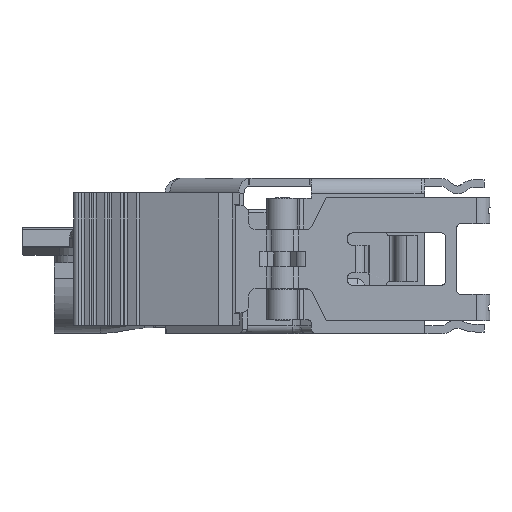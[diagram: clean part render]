
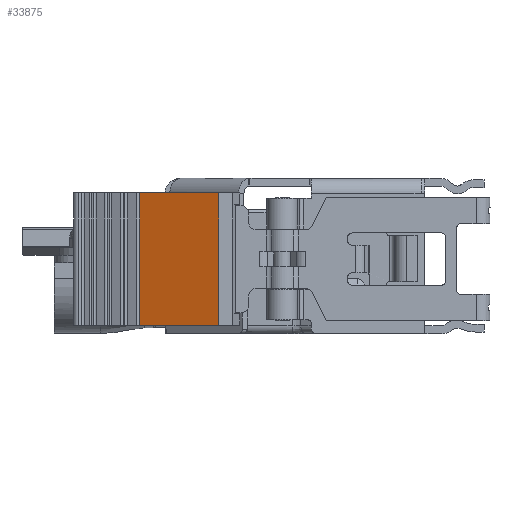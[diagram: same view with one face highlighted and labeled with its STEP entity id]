
A CAD part, left-side view. The second image highlights one B-rep face of the part: STEP entity #33875.
In plain terms, the highlighted planar face has unit normal (-0.94, 0.342, 0).
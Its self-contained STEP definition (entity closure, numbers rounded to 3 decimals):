
#26613=CARTESIAN_POINT('',(-21.024,18.287,9.15));
#26614=VERTEX_POINT('',#26613);
#26621=CARTESIAN_POINT('',(-22.897,13.141,9.15));
#26622=VERTEX_POINT('',#26621);
#26623=CARTESIAN_POINT('',(-21.024,18.287,9.15));
#26624=DIRECTION('',(-0.342,-0.94,0.));
#26625=VECTOR('',#26624,5.476);
#26626=LINE('',#26623,#26625);
#26627=EDGE_CURVE('',#26614,#26622,#26626,.T.);
#26662=CARTESIAN_POINT('',(-22.897,13.141,0.55));
#26663=VERTEX_POINT('',#26662);
#26670=CARTESIAN_POINT('',(-21.024,18.287,0.55));
#26671=VERTEX_POINT('',#26670);
#26672=CARTESIAN_POINT('',(-22.897,13.141,0.55));
#26673=DIRECTION('',(0.342,0.94,0.));
#26674=VECTOR('',#26673,5.476);
#26675=LINE('',#26672,#26674);
#26676=EDGE_CURVE('',#26663,#26671,#26675,.T.);
#33850=CARTESIAN_POINT('',(-21.024,18.287,9.15));
#33851=DIRECTION('',(0.,0.,-1.));
#33852=VECTOR('',#33851,8.6);
#33853=LINE('',#33850,#33852);
#33854=EDGE_CURVE('',#26614,#26671,#33853,.T.);
#33859=CARTESIAN_POINT('',(-21.961,15.714,4.85));
#33860=DIRECTION('',(0.342,0.94,0.));
#33861=DIRECTION('',(-0.94,0.342,0.));
#33862=AXIS2_PLACEMENT_3D('',#33859,#33861,#33860);
#33863=PLANE('',#33862);
#33864=ORIENTED_EDGE('',*,*,#26627,.F.);
#33865=ORIENTED_EDGE('',*,*,#33854,.T.);
#33866=ORIENTED_EDGE('',*,*,#26676,.F.);
#33867=CARTESIAN_POINT('',(-22.897,13.141,9.15));
#33868=DIRECTION('',(0.,0.,-1.));
#33869=VECTOR('',#33868,8.6);
#33870=LINE('',#33867,#33869);
#33871=EDGE_CURVE('',#26622,#26663,#33870,.T.);
#33872=ORIENTED_EDGE('',*,*,#33871,.F.);
#33873=EDGE_LOOP('',(#33864,#33865,#33866,#33872));
#33874=FACE_OUTER_BOUND('',#33873,.T.);
#33875=ADVANCED_FACE('',(#33874),#33863,.T.);
